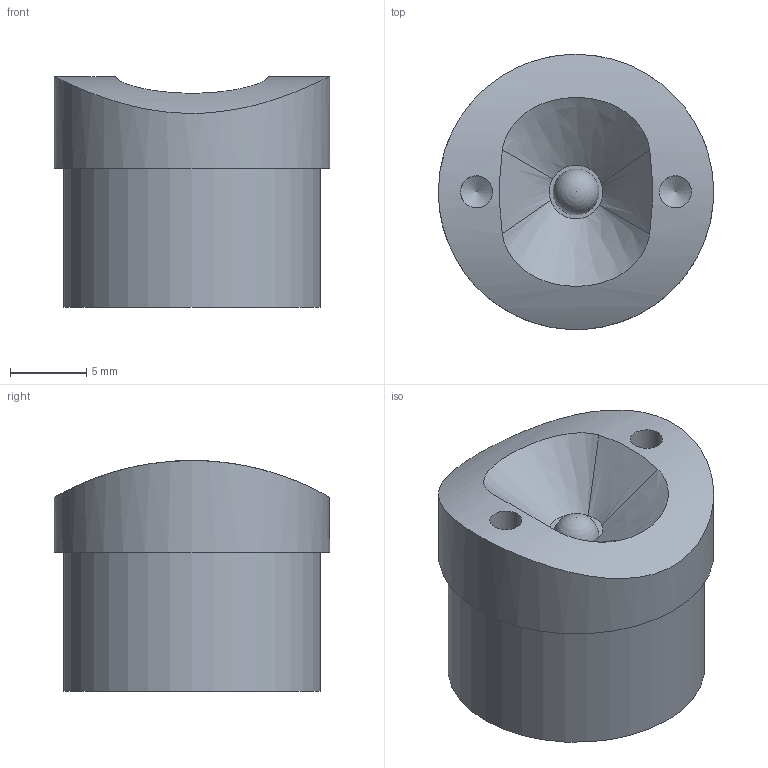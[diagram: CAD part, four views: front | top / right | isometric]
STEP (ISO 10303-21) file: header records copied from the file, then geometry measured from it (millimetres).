
FILE_DESCRIPTION(/* description */ ('Unknown'),/* implementation_level */ '2;1');
FILE_NAME(/* name */ 'SN 6400',/* time_stamp */ '2019-06-25T10:38:20+02:00',/* author */ ('Unknown'),/* organization */ ('Unknown'),/* preprocessor_version */ 'ST-DEVELOPER v16.7',/* originating_system */ 'DEX',/* authorisation */ $);
FILE_SCHEMA (('AUTOMOTIVE_DESIGN {1 0 10303 214 3 1 1}'));
Length unit declared in the file: millimetre
Products named in the file (1): SN 6400
Bounding box: 18 x 18 x 15.1 mm (x, y, z)
Volume: 2060 mm3; surface area: 1925.8 mm2
Topology: 1 solids, 1 shells, 21 faces, 45 edges, 31 vertices
Faces by surface type: cylinder 8, plane 6, bspline 4, cone 2, sphere 1
Full cylindrical faces by diameter (mm): 2.1 x2, 11 x2, 12.2 x1, 16.8 x1, 18 x1
Entity records: 785 total; most frequent: CARTESIAN_POINT 256, DIRECTION 68, ORIENTED_EDGE 54, FACE_BOUND 38, EDGE_LOOP 36, AXIS2_PLACEMENT_3D 34, EDGE_CURVE 27, VERTEX_POINT 25
